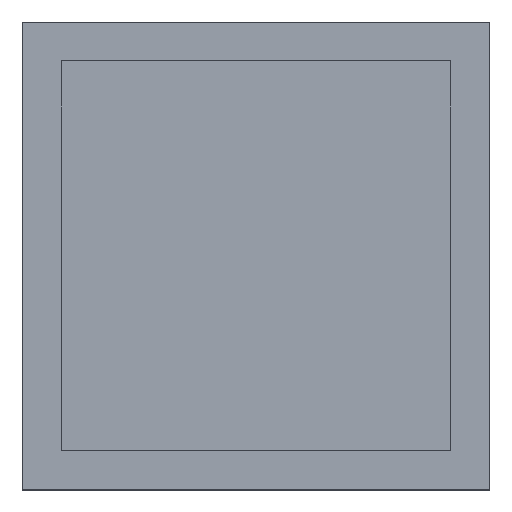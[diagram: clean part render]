
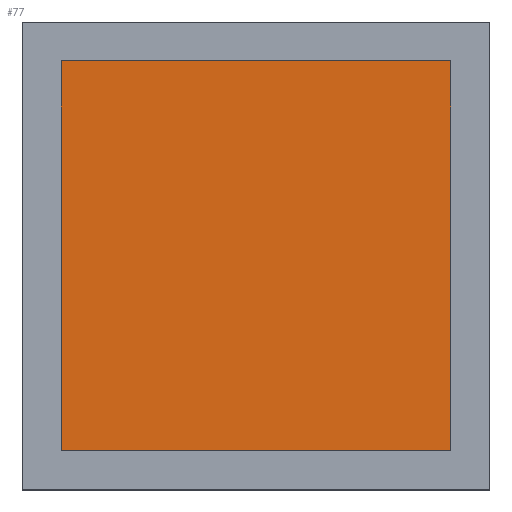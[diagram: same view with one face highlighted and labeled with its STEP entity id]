
A CAD part, top view. The second image highlights one B-rep face of the part: STEP entity #77.
In plain terms, the highlighted planar face has unit normal (0, 0, 1).
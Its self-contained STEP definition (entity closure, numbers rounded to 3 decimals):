
#77=ADVANCED_FACE('',(#149),#150,.T.);
#149=FACE_OUTER_BOUND('',#219,.T.);
#150=PLANE('',#220);
#219=EDGE_LOOP('',(#337,#338,#339,#340));
#220=AXIS2_PLACEMENT_3D('',#341,#342,#343);
#337=ORIENTED_EDGE('',*,*,#424,.T.);
#338=ORIENTED_EDGE('',*,*,#425,.T.);
#339=ORIENTED_EDGE('',*,*,#426,.T.);
#340=ORIENTED_EDGE('',*,*,#427,.T.);
#341=CARTESIAN_POINT('',(15.0,15.0,8.5));
#342=DIRECTION('',(0.0,0.0,1.0));
#343=DIRECTION('',(1.0,0.0,0.0));
#424=EDGE_CURVE('',#497,#498,#499,.T.);
#425=EDGE_CURVE('',#498,#500,#501,.T.);
#426=EDGE_CURVE('',#500,#502,#503,.T.);
#427=EDGE_CURVE('',#502,#497,#504,.T.);
#497=VERTEX_POINT('',#602);
#498=VERTEX_POINT('',#603);
#499=LINE('',#604,#605);
#500=VERTEX_POINT('',#606);
#501=LINE('',#607,#608);
#502=VERTEX_POINT('',#609);
#503=LINE('',#610,#611);
#504=LINE('',#612,#613);
#602=CARTESIAN_POINT('',(27.5,2.5,8.5));
#603=CARTESIAN_POINT('',(27.5,27.5,8.5));
#604=CARTESIAN_POINT('',(27.5,15.0,8.5));
#605=VECTOR('',#664,1.0);
#606=CARTESIAN_POINT('',(2.5,27.5,8.5));
#607=CARTESIAN_POINT('',(15.0,27.5,8.5));
#608=VECTOR('',#665,1.0);
#609=CARTESIAN_POINT('',(2.5,2.5,8.5));
#610=CARTESIAN_POINT('',(2.5,15.0,8.5));
#611=VECTOR('',#666,1.0);
#612=CARTESIAN_POINT('',(15.0,2.5,8.5));
#613=VECTOR('',#667,1.0);
#664=DIRECTION('',(0.0,1.0,0.0));
#665=DIRECTION('',(-1.0,0.0,0.0));
#666=DIRECTION('',(0.0,-1.0,0.0));
#667=DIRECTION('',(1.0,0.0,0.0));
